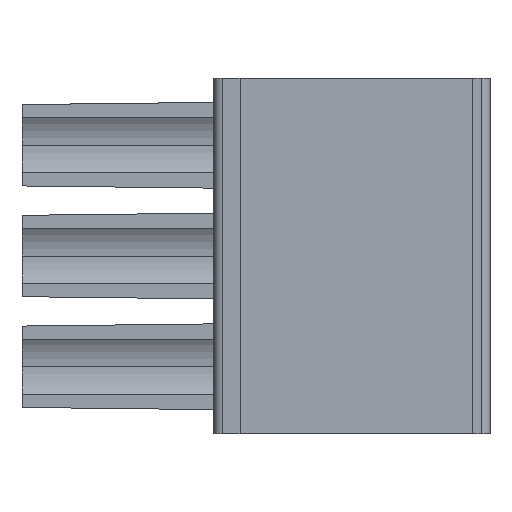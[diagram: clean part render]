
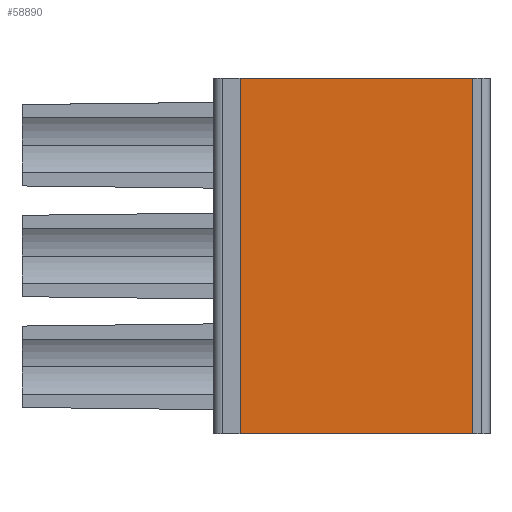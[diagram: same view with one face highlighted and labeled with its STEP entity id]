
A CAD part, front view. The second image highlights one B-rep face of the part: STEP entity #58890.
In plain terms, the highlighted planar face has unit normal (0, -1, 0).
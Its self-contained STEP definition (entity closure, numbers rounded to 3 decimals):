
#590=CARTESIAN_POINT('',(50.611,29.382,
   77.855));
#600=VERTEX_POINT('',#590);
#2030=CARTESIAN_POINT('',(50.611,29.382,
   65.635));
#2040=VERTEX_POINT('',#2030);
#2070=CARTESIAN_POINT('',(50.611,29.382,
   -0.31));
#2080=DIRECTION('',(0.,0.,
   1.));
#2090=VECTOR('',#2080,1.);
#2100=LINE('',#2070,#2090);
#2110=EDGE_CURVE('',#2040,#600,#2100,.T.);
#10510=CARTESIAN_POINT('',(0.,29.382
   ,77.855));
#10520=DIRECTION('',(1.,0.,
   0.));
#10530=VECTOR('',#10520,1.);
#10540=LINE('',#10510,#10530);
#10550=CARTESIAN_POINT('',(42.611,29.382
   ,77.855));
#10560=VERTEX_POINT('',#10550);
#10570=EDGE_CURVE('',#10560,#600,#10540,.T.);
#58660=CARTESIAN_POINT('',(42.611,29.382
   ,71.435));
#58670=DIRECTION('',(0.,-1.,
   0.));
#58680=DIRECTION('',(-1.,0.,
   0.));
#58690=AXIS2_PLACEMENT_3D('',#58660,#58670,#58680);
#58700=PLANE('',#58690);
#58710=CARTESIAN_POINT('',(0.,29.382
   ,65.635));
#58720=DIRECTION('',(-1.,0.,
   0.));
#58730=VECTOR('',#58720,1.);
#58740=LINE('',#58710,#58730);
#58750=CARTESIAN_POINT('',(42.611,29.382
   ,65.635));
#58760=VERTEX_POINT('',#58750);
#58770=EDGE_CURVE('',#2040,#58760,#58740,.T.);
#58780=ORIENTED_EDGE('',*,*,#58770,.F.);
#58790=CARTESIAN_POINT('',(42.611,29.382
   ,-4.12));
#58800=DIRECTION('',(0.,0.,
   -1.));
#58810=VECTOR('',#58800,1.);
#58820=LINE('',#58790,#58810);
#58830=EDGE_CURVE('',#10560,#58760,#58820,.T.);
#58840=ORIENTED_EDGE('',*,*,#58830,.T.);
#58850=ORIENTED_EDGE('',*,*,#10570,.F.);
#58860=ORIENTED_EDGE('',*,*,#2110,.T.);
#58870=EDGE_LOOP('',(#58860,#58850,#58840,#58780));
#58880=FACE_OUTER_BOUND('',#58870,.T.);
#58890=ADVANCED_FACE('',(#58880),#58700,.T.);
